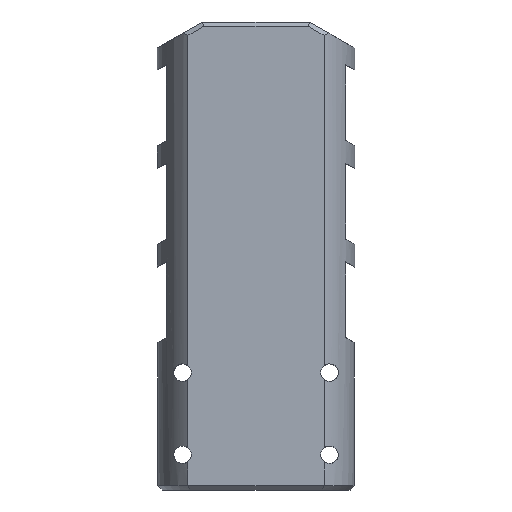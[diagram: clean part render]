
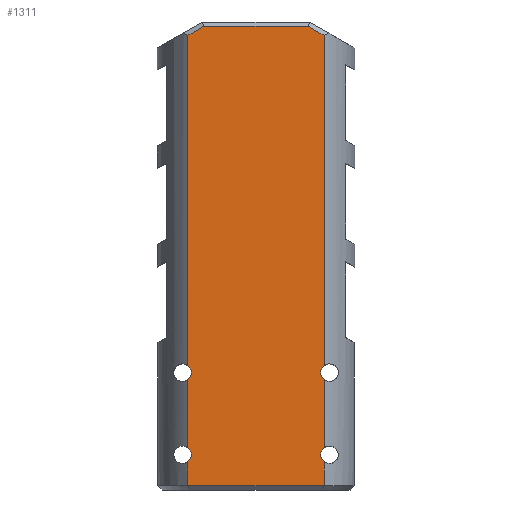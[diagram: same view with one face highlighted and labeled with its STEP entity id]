
A CAD part, front view. The second image highlights one B-rep face of the part: STEP entity #1311.
In plain terms, the highlighted planar face has unit normal (0, -1, 0).
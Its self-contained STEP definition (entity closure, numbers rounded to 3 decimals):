
#3 = CARTESIAN_POINT ( 'NONE',  ( -12.45, -13., 83.01 ) ) ;
#24 = CIRCLE ( 'NONE', #2483, 1.6 ) ;
#36 = DIRECTION ( 'NONE',  ( 0., 0., -1. ) ) ;
#38 = CARTESIAN_POINT ( 'NONE',  ( -12.45, -13., 7.709 ) ) ;
#140 = CARTESIAN_POINT ( 'NONE',  ( 13.421, -13., 21.437 ) ) ;
#167 = VERTEX_POINT ( 'NONE', #4630 ) ;
#187 = CARTESIAN_POINT ( 'NONE',  ( 12.45, -13., 5.165 ) ) ;
#329 = ORIENTED_EDGE ( 'NONE', *, *, #3474, .T. ) ;
#336 = VECTOR ( 'NONE', #896, 1000. ) ;
#505 = CARTESIAN_POINT ( 'NONE',  ( 12.45, -13., 83.01 ) ) ;
#606 = AXIS2_PLACEMENT_3D ( 'NONE', #5190, #2587, #36 ) ;
#607 = LINE ( 'NONE', #4111, #5129 ) ;
#735 = EDGE_CURVE ( 'NONE', #1769, #3244, #3785, .T. ) ;
#739 = ORIENTED_EDGE ( 'NONE', *, *, #770, .T. ) ;
#770 = EDGE_CURVE ( 'NONE', #3616, #2715, #1126, .T. ) ;
#833 = DIRECTION ( 'NONE',  ( 0., 1., 0. ) ) ;
#835 = ORIENTED_EDGE ( 'NONE', *, *, #1353, .T. ) ;
#860 = LINE ( 'NONE', #1011, #5446 ) ;
#896 = DIRECTION ( 'NONE',  ( -0.866, 0., 0.5 ) ) ;
#902 = DIRECTION ( 'NONE',  ( 0., 0., 1. ) ) ;
#913 = EDGE_CURVE ( 'NONE', #1559, #2450, #3489, .T. ) ;
#914 = EDGE_CURVE ( 'NONE', #2450, #5273, #2378, .T. ) ;
#920 = DIRECTION ( 'NONE',  ( 0., 1., 0. ) ) ;
#1011 = CARTESIAN_POINT ( 'NONE',  ( -12.45, -13., 85.49 ) ) ;
#1038 = VECTOR ( 'NONE', #5086, 1000. ) ;
#1093 = CARTESIAN_POINT ( 'NONE',  ( -12.45, -13., 85.49 ) ) ;
#1097 = CARTESIAN_POINT ( 'NONE',  ( -9.541, -13., 84.69 ) ) ;
#1101 = CARTESIAN_POINT ( 'NONE',  ( 12.45, -13., 22.709 ) ) ;
#1126 = CIRCLE ( 'NONE', #2445, 1.6 ) ;
#1160 = EDGE_CURVE ( 'NONE', #2510, #2963, #607, .T. ) ;
#1266 = DIRECTION ( 'NONE',  ( 0., 0., 1. ) ) ;
#1311 = ADVANCED_FACE ( 'NONE', ( #5455 ), #1780, .T. ) ;
#1353 = EDGE_CURVE ( 'NONE', #5273, #2181, #3327, .T. ) ;
#1372 = ORIENTED_EDGE ( 'NONE', *, *, #4731, .T. ) ;
#1385 = DIRECTION ( 'NONE',  ( -1., 0., 0. ) ) ;
#1440 = LINE ( 'NONE', #2096, #1038 ) ;
#1559 = VERTEX_POINT ( 'NONE', #1796 ) ;
#1578 = EDGE_LOOP ( 'NONE', ( #3775, #3225, #1949, #329, #1637, #1372, #4645, #2262, #2952, #835, #4175, #3601, #3745, #739 ) ) ;
#1588 = EDGE_CURVE ( 'NONE', #4928, #1559, #1928, .T. ) ;
#1637 = ORIENTED_EDGE ( 'NONE', *, *, #735, .T. ) ;
#1769 = VERTEX_POINT ( 'NONE', #3964 ) ;
#1780 = PLANE ( 'NONE',  #606 ) ;
#1788 = DIRECTION ( 'NONE',  ( 0., 0., 1. ) ) ;
#1796 = CARTESIAN_POINT ( 'NONE',  ( 12.45, -13., 20.165 ) ) ;
#1833 = DIRECTION ( 'NONE',  ( 0., 0., -1. ) ) ;
#1928 = LINE ( 'NONE', #2557, #4537 ) ;
#1949 = ORIENTED_EDGE ( 'NONE', *, *, #5054, .T. ) ;
#2060 = CARTESIAN_POINT ( 'NONE',  ( 12.45, -13., 85.49 ) ) ;
#2096 = CARTESIAN_POINT ( 'NONE',  ( 33.115, -13., 0.8 ) ) ;
#2110 = CARTESIAN_POINT ( 'NONE',  ( 13.421, -13., 6.437 ) ) ;
#2149 = CARTESIAN_POINT ( 'NONE',  ( 12.45, -13., 7.709 ) ) ;
#2181 = VERTEX_POINT ( 'NONE', #4686 ) ;
#2262 = ORIENTED_EDGE ( 'NONE', *, *, #913, .T. ) ;
#2299 = VERTEX_POINT ( 'NONE', #5303 ) ;
#2331 = EDGE_CURVE ( 'NONE', #2715, #4146, #2930, .T. ) ;
#2378 = LINE ( 'NONE', #4344, #5382 ) ;
#2416 = VECTOR ( 'NONE', #1385, 1000. ) ;
#2445 = AXIS2_PLACEMENT_3D ( 'NONE', #4680, #920, #902 ) ;
#2450 = VERTEX_POINT ( 'NONE', #1101 ) ;
#2483 = AXIS2_PLACEMENT_3D ( 'NONE', #2110, #2509, #2534 ) ;
#2509 = DIRECTION ( 'NONE',  ( 0., 1., 0. ) ) ;
#2510 = VERTEX_POINT ( 'NONE', #1097 ) ;
#2534 = DIRECTION ( 'NONE',  ( 0., 0., 1. ) ) ;
#2557 = CARTESIAN_POINT ( 'NONE',  ( 12.45, -13., 85.49 ) ) ;
#2587 = DIRECTION ( 'NONE',  ( 0., -1., 0. ) ) ;
#2594 = CARTESIAN_POINT ( 'NONE',  ( 33.115, -13., 84.69 ) ) ;
#2705 = VECTOR ( 'NONE', #1833, 1000. ) ;
#2715 = VERTEX_POINT ( 'NONE', #3171 ) ;
#2809 = DIRECTION ( 'NONE',  ( -0.866, 0., -0.5 ) ) ;
#2865 = AXIS2_PLACEMENT_3D ( 'NONE', #3399, #833, #1266 ) ;
#2930 = LINE ( 'NONE', #1093, #4676 ) ;
#2938 = AXIS2_PLACEMENT_3D ( 'NONE', #140, #4794, #3107 ) ;
#2952 = ORIENTED_EDGE ( 'NONE', *, *, #914, .T. ) ;
#2963 = VERTEX_POINT ( 'NONE', #3 ) ;
#3050 = CARTESIAN_POINT ( 'NONE',  ( -12.45, -13., 22.709 ) ) ;
#3060 = CARTESIAN_POINT ( 'NONE',  ( -12.45, -13., 85.49 ) ) ;
#3107 = DIRECTION ( 'NONE',  ( 0., 0., 1. ) ) ;
#3140 = DIRECTION ( 'NONE',  ( 0., 0., -1. ) ) ;
#3154 = EDGE_CURVE ( 'NONE', #2963, #3616, #4098, .T. ) ;
#3171 = CARTESIAN_POINT ( 'NONE',  ( -12.45, -13., 20.165 ) ) ;
#3225 = ORIENTED_EDGE ( 'NONE', *, *, #5370, .T. ) ;
#3244 = VERTEX_POINT ( 'NONE', #187 ) ;
#3327 = LINE ( 'NONE', #505, #336 ) ;
#3399 = CARTESIAN_POINT ( 'NONE',  ( -13.421, -13., 6.437 ) ) ;
#3474 = EDGE_CURVE ( 'NONE', #167, #1769, #1440, .T. ) ;
#3489 = CIRCLE ( 'NONE', #2938, 1.6 ) ;
#3601 = ORIENTED_EDGE ( 'NONE', *, *, #1160, .T. ) ;
#3616 = VERTEX_POINT ( 'NONE', #3050 ) ;
#3745 = ORIENTED_EDGE ( 'NONE', *, *, #3154, .T. ) ;
#3775 = ORIENTED_EDGE ( 'NONE', *, *, #2331, .T. ) ;
#3785 = LINE ( 'NONE', #2060, #4251 ) ;
#3811 = DIRECTION ( 'NONE',  ( 0., 0., 1. ) ) ;
#3948 = DIRECTION ( 'NONE',  ( 0., 0., -1. ) ) ;
#3964 = CARTESIAN_POINT ( 'NONE',  ( 12.45, -13., 0.8 ) ) ;
#4098 = LINE ( 'NONE', #3060, #2705 ) ;
#4111 = CARTESIAN_POINT ( 'NONE',  ( -9.541, -13., 84.69 ) ) ;
#4146 = VERTEX_POINT ( 'NONE', #38 ) ;
#4175 = ORIENTED_EDGE ( 'NONE', *, *, #4883, .T. ) ;
#4251 = VECTOR ( 'NONE', #4589, 1000. ) ;
#4344 = CARTESIAN_POINT ( 'NONE',  ( 12.45, -13., 85.49 ) ) ;
#4537 = VECTOR ( 'NONE', #3811, 1000. ) ;
#4589 = DIRECTION ( 'NONE',  ( 0., 0., 1. ) ) ;
#4630 = CARTESIAN_POINT ( 'NONE',  ( -12.45, -13., 0.8 ) ) ;
#4645 = ORIENTED_EDGE ( 'NONE', *, *, #1588, .T. ) ;
#4676 = VECTOR ( 'NONE', #3140, 1000. ) ;
#4680 = CARTESIAN_POINT ( 'NONE',  ( -13.421, -13., 21.437 ) ) ;
#4686 = CARTESIAN_POINT ( 'NONE',  ( 9.541, -13., 84.69 ) ) ;
#4731 = EDGE_CURVE ( 'NONE', #3244, #4928, #24, .T. ) ;
#4794 = DIRECTION ( 'NONE',  ( 0., 1., 0. ) ) ;
#4883 = EDGE_CURVE ( 'NONE', #2181, #2510, #4895, .T. ) ;
#4895 = LINE ( 'NONE', #2594, #2416 ) ;
#4928 = VERTEX_POINT ( 'NONE', #2149 ) ;
#5054 = EDGE_CURVE ( 'NONE', #2299, #167, #860, .T. ) ;
#5058 = CARTESIAN_POINT ( 'NONE',  ( 12.45, -13., 83.01 ) ) ;
#5086 = DIRECTION ( 'NONE',  ( 1., 0., 0. ) ) ;
#5129 = VECTOR ( 'NONE', #2809, 1000. ) ;
#5190 = CARTESIAN_POINT ( 'NONE',  ( 33.115, -13., 85.49 ) ) ;
#5273 = VERTEX_POINT ( 'NONE', #5058 ) ;
#5303 = CARTESIAN_POINT ( 'NONE',  ( -12.45, -13., 5.165 ) ) ;
#5370 = EDGE_CURVE ( 'NONE', #4146, #2299, #5440, .T. ) ;
#5382 = VECTOR ( 'NONE', #1788, 1000. ) ;
#5440 = CIRCLE ( 'NONE', #2865, 1.6 ) ;
#5446 = VECTOR ( 'NONE', #3948, 1000. ) ;
#5455 = FACE_OUTER_BOUND ( 'NONE', #1578, .T. ) ;
